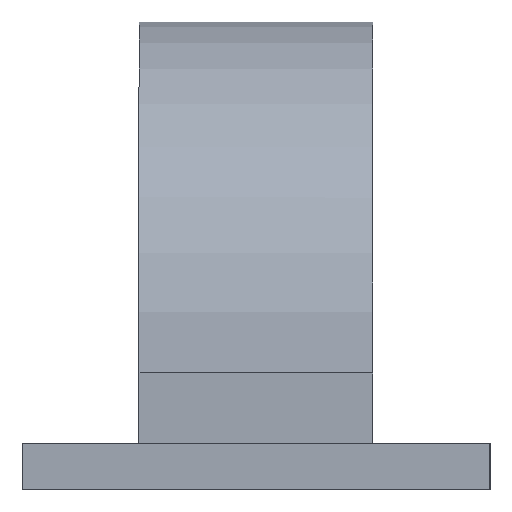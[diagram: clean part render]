
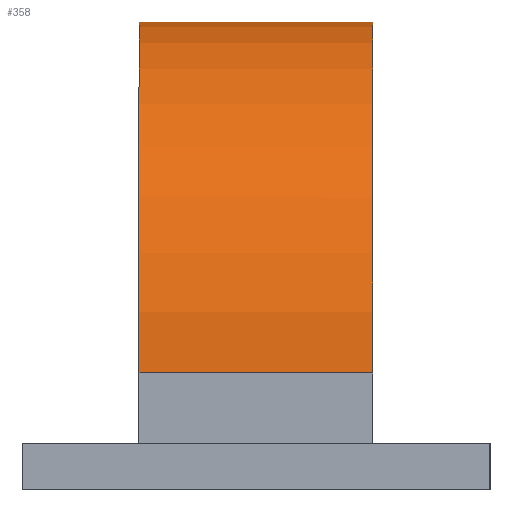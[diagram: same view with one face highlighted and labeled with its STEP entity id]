
A CAD part, left-side view. The second image highlights one B-rep face of the part: STEP entity #358.
In plain terms, the highlighted cylindrical face has radius 15 mm (diameter 30 mm), a partial arc.
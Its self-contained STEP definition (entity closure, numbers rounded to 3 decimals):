
#17=CIRCLE('',#394,15.);
#18=CIRCLE('',#396,15.);
#20=CYLINDRICAL_SURFACE('',#395,15.);
#34=FACE_OUTER_BOUND('',#55,.T.);
#55=EDGE_LOOP('',(#285,#286,#287,#288));
#98=LINE('',#576,#142);
#99=LINE('',#579,#143);
#142=VECTOR('',#470,10.);
#143=VECTOR('',#473,10.);
#177=VERTEX_POINT('',#567);
#178=VERTEX_POINT('',#569);
#180=VERTEX_POINT('',#575);
#181=VERTEX_POINT('',#577);
#218=EDGE_CURVE('',#178,#177,#17,.T.);
#221=EDGE_CURVE('',#177,#180,#98,.T.);
#222=EDGE_CURVE('',#180,#181,#18,.T.);
#223=EDGE_CURVE('',#181,#178,#99,.T.);
#285=ORIENTED_EDGE('',*,*,#218,.T.);
#286=ORIENTED_EDGE('',*,*,#221,.T.);
#287=ORIENTED_EDGE('',*,*,#222,.T.);
#288=ORIENTED_EDGE('',*,*,#223,.T.);
#358=ADVANCED_FACE('',(#34),#20,.T.);
#394=AXIS2_PLACEMENT_3D('',#570,#464,#465);
#395=AXIS2_PLACEMENT_3D('',#574,#468,#469);
#396=AXIS2_PLACEMENT_3D('',#578,#471,#472);
#464=DIRECTION('center_axis',(0.,1.,0.));
#465=DIRECTION('ref_axis',(0.707,0.,0.707));
#468=DIRECTION('center_axis',(0.,-1.,0.));
#469=DIRECTION('ref_axis',(-0.707,0.,0.707));
#470=DIRECTION('',(0.,1.,0.));
#471=DIRECTION('center_axis',(0.,-1.,0.));
#472=DIRECTION('ref_axis',(-0.707,0.,0.707));
#473=DIRECTION('',(0.,-1.,0.));
#567=CARTESIAN_POINT('',(35.,5.,5.));
#569=CARTESIAN_POINT('',(5.,5.,5.));
#570=CARTESIAN_POINT('Origin',(20.,5.,5.));
#574=CARTESIAN_POINT('Origin',(20.,12.5,5.));
#575=CARTESIAN_POINT('',(35.,15.,5.));
#576=CARTESIAN_POINT('',(35.,7.5,5.));
#577=CARTESIAN_POINT('',(5.,15.,5.));
#578=CARTESIAN_POINT('Origin',(20.,15.,5.));
#579=CARTESIAN_POINT('',(5.,12.5,5.));
